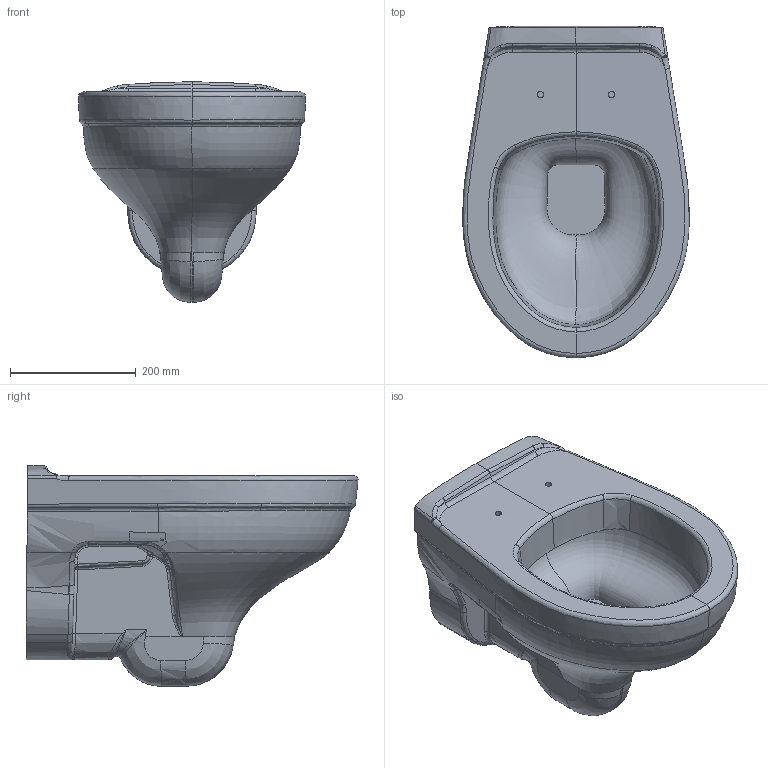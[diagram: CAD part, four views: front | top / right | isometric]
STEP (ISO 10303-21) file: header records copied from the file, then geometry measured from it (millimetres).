
FILE_DESCRIPTION(/* description */ (''),/* implementation_level */ '2;1');
FILE_NAME(/* name */ '1451_Sadeleştirilmiş Model.stp',/* time_stamp */ '2020-04-30T08:34:41+03:00',/* author */ (''),/* organization */ (''),/* preprocessor_version */ 'ST-DEVELOPER v16',/* originating_system */ 'SIEMENS PLM Software NX 11.0',/* authorisation */ '');
FILE_SCHEMA (('AUTOMOTIVE_DESIGN { 1 0 10303 214 3 1 1 1 }'));
Products named in the file (1): CAN0AA46AF9l4t0
Bounding box: 360.01 x 527.27 x 350.19 mm (x, y, z)
Volume: 20271908 mm3; surface area: 726423.9 mm2
Topology: 1 solids, 1 shells, 239 faces, 664 edges, 417 vertices
Faces by surface type: bspline 226, cylinder 6, plane 5, extrusion 2
Full cylindrical faces by diameter (mm): 10 x2
Entity records: 50766 total; most frequent: CARTESIAN_POINT 46571, ORIENTED_EDGE 1296, EDGE_CURVE 648, B_SPLINE_CURVE_WITH_KNOTS 528, VERTEX_POINT 415, EDGE_LOOP 243, ADVANCED_FACE 239, FACE_OUTER_BOUND 235
